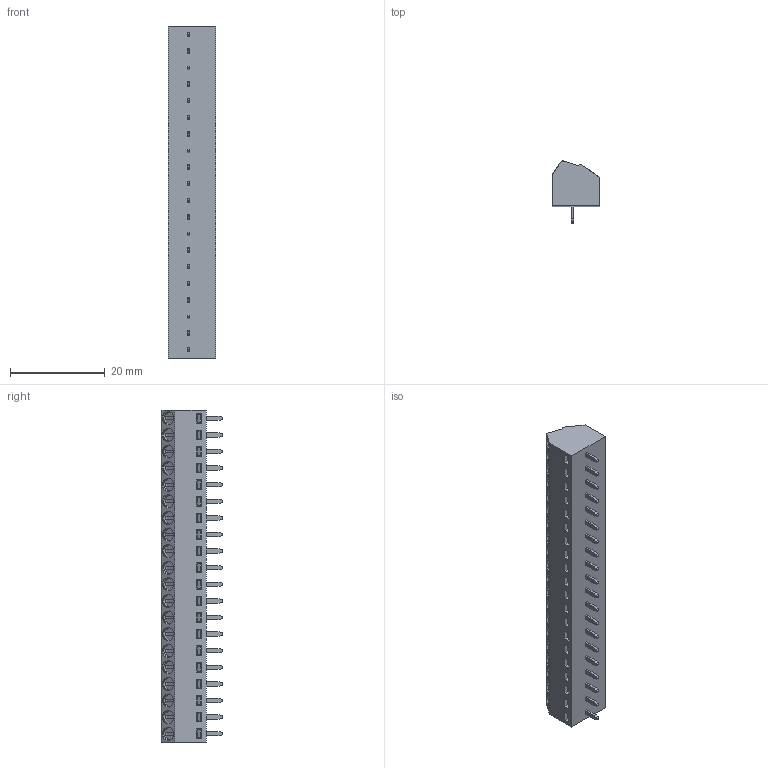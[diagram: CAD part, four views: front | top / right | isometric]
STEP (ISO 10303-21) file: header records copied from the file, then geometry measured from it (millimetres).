
FILE_DESCRIPTION((''),'2;1');
FILE_NAME('PRT0001','2024-12-06T',('sj'),(''),'PRO/ENGINEER BY PARAMETRIC TECHNOLOGY CORPORATION, 2013240','PRO/ENGINEER BY PARAMETRIC TECHNOLOGY CORPORATION, 2013240','');
FILE_SCHEMA(('AUTOMOTIVE_DESIGN_CC2 { 1 2 10303 214 -1 1 5 2 }'));
Length unit declared in the file: millimetre
Products named in the file (1): PRT0001
Bounding box: 10 x 13 x 70 mm (x, y, z)
Volume: 5357.2 mm3; surface area: 3488.9 mm2
Topology: 1 solids, 1 shells, 1151 faces, 2827 edges, 1818 vertices
Faces by surface type: plane 929, cylinder 182, cone 40
Entity records: 33387 total; most frequent: CARTESIAN_POINT 5878, ORIENTED_EDGE 5654, DIRECTION 5533, EDGE_CURVE 2827, VECTOR 2343, LINE 2343, VERTEX_POINT 1818, AXIS2_PLACEMENT_3D 1595
